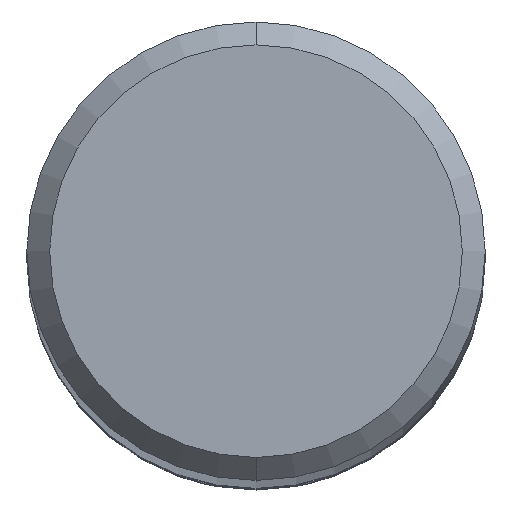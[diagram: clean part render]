
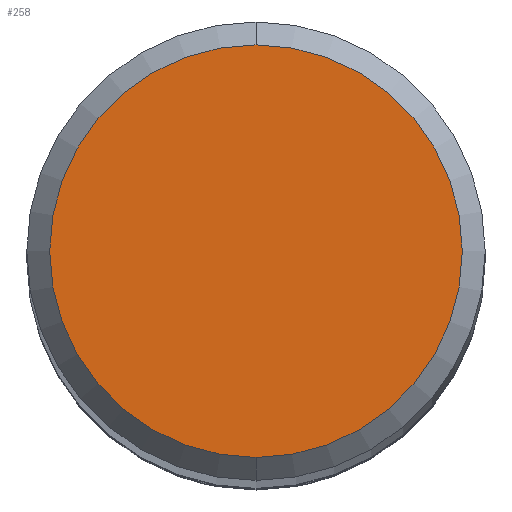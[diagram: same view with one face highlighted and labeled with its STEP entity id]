
A CAD part, top view. The second image highlights one B-rep face of the part: STEP entity #258.
In plain terms, the highlighted planar face has unit normal (0, 0, 1).
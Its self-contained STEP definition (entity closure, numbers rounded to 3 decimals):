
#220=VERTEX_POINT('',#541);
#244=VERTEX_POINT('',#567);
#258=ADVANCED_FACE('',(#582),#583,.T.);
#358=EDGE_CURVE('',#220,#244,#691,.T.);
#470=EDGE_CURVE('',#244,#220,#820,.T.);
#541=CARTESIAN_POINT('',(0.0,3.6,0.0));
#567=CARTESIAN_POINT('',(0.,-3.6,0.0));
#582=FACE_OUTER_BOUND('',#997,.T.);
#583=PLANE('',#998);
#691=CIRCLE('',#1235,3.6);
#820=CIRCLE('',#1458,3.6);
#997=EDGE_LOOP('',(#1582,#1583));
#998=AXIS2_PLACEMENT_3D('',#1584,#1585,#1586);
#1235=AXIS2_PLACEMENT_3D('',#1682,#1683,#1684);
#1458=AXIS2_PLACEMENT_3D('',#1857,#1858,#1859);
#1582=ORIENTED_EDGE('',*,*,#358,.F.);
#1583=ORIENTED_EDGE('',*,*,#470,.F.);
#1584=CARTESIAN_POINT('',(0.0,1.8,0.0));
#1585=DIRECTION('',(-0.0,0.0,1.0));
#1586=DIRECTION('',(0.0,-1.0,0.0));
#1682=CARTESIAN_POINT('',(0.0,0.0,0.0));
#1683=DIRECTION('',(0.0,0.0,-1.0));
#1684=DIRECTION('',(0.0,1.0,0.0));
#1857=CARTESIAN_POINT('',(0.0,0.0,0.0));
#1858=DIRECTION('',(0.0,0.0,-1.0));
#1859=DIRECTION('',(0.0,1.0,0.0));
